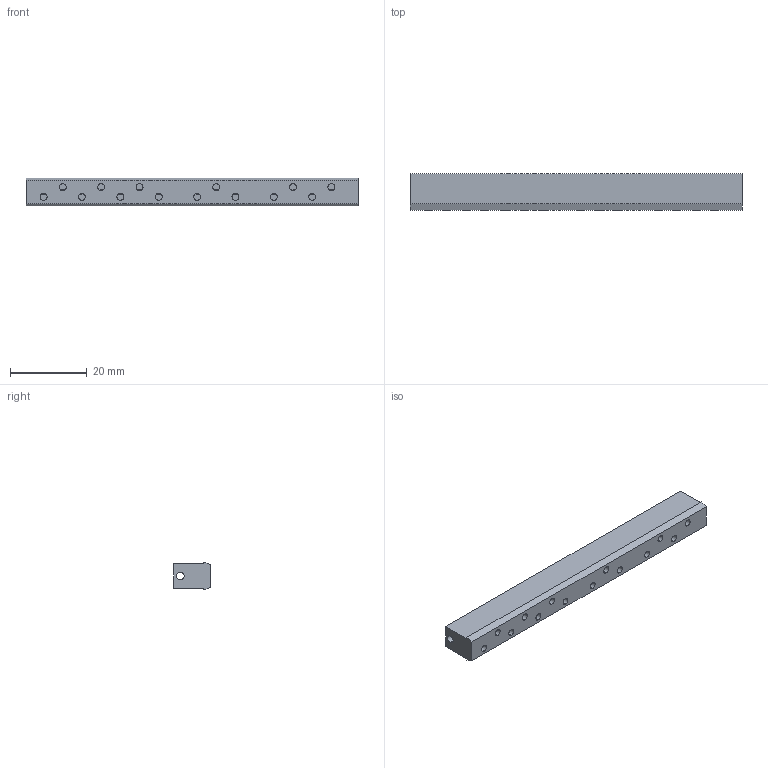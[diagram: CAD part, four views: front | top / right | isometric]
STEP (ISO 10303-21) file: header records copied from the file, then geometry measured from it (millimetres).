
FILE_DESCRIPTION (( 'STEP AP214' ), '1' );
FILE_NAME ('wire connector.STEP', '2016-06-06T22:07:35', ( '' ), ( '' ), 'SwSTEP 2.0', 'SolidWorks 2015', '' );
FILE_SCHEMA (( 'AUTOMOTIVE_DESIGN' ));
Length unit declared in the file: millimetre
Products named in the file (2): wire connector
Bounding box: 86.5 x 9.6 x 7.28 mm (x, y, z)
Volume: 4821.8 mm3; surface area: 4030.5 mm2
Topology: 1 solids, 1 shells, 54 faces, 156 edges, 104 vertices
Faces by surface type: cylinder 30, plane 24
Entity records: 1993 total; most frequent: CARTESIAN_POINT 456, ORIENTED_EDGE 312, DIRECTION 300, EDGE_CURVE 156, AXIS2_PLACEMENT_3D 116, VERTEX_POINT 104, EDGE_LOOP 84, LINE 68
